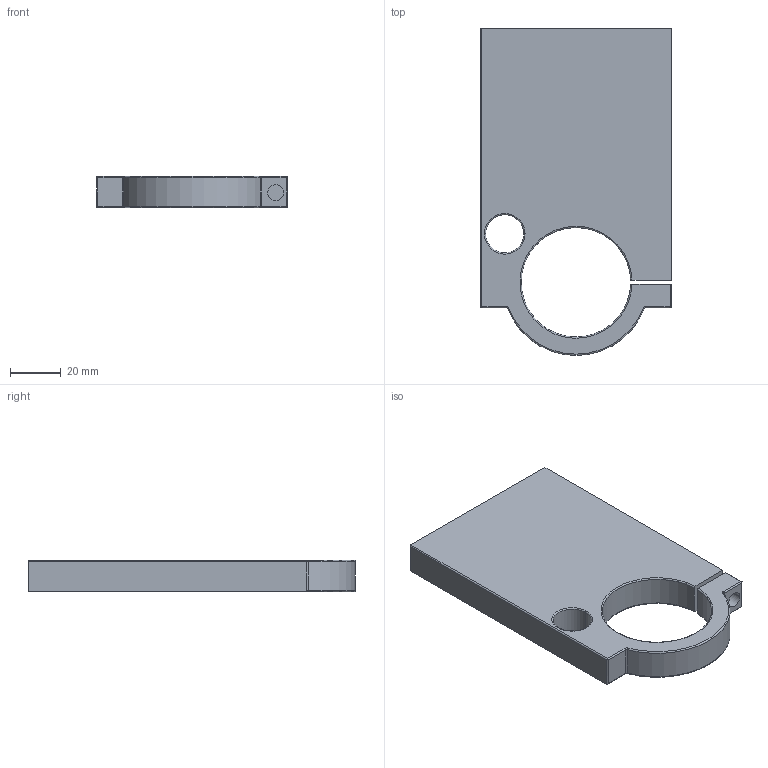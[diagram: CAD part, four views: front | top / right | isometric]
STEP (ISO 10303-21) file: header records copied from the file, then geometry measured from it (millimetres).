
FILE_DESCRIPTION(('CATIA V5 STEP Exchange'),'2;1');
FILE_NAME('Spindle_Mounting_Plate.stp','2017-04-21T14:55:19+00:00',('none'),('none'),'CATIA Version 5-6 Release 2014','CATIA V5 STEP AP203','none');
FILE_SCHEMA(('CONFIG_CONTROL_DESIGN'));
Length unit declared in the file: millimetre
Products named in the file (1): Spindle_Mounting_Plate
Bounding box: 75 x 128.44 x 12.25 mm (x, y, z)
Volume: 88806.6 mm3; surface area: 22136.7 mm2
Topology: 1 solids, 1 shells, 41 faces, 100 edges, 62 vertices
Faces by surface type: cylinder 18, torus 12, plane 11
Entity records: 1247 total; most frequent: CARTESIAN_POINT 288, ORIENTED_EDGE 200, DIRECTION 158, EDGE_CURVE 100, AXIS2_PLACEMENT_3D 82, VERTEX_POINT 62, CIRCLE 46, EDGE_LOOP 46
